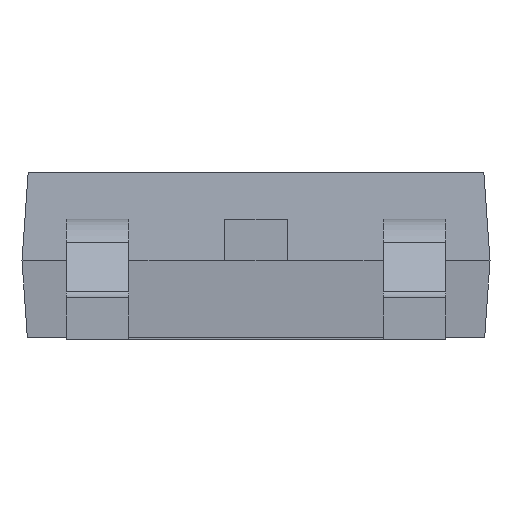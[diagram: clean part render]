
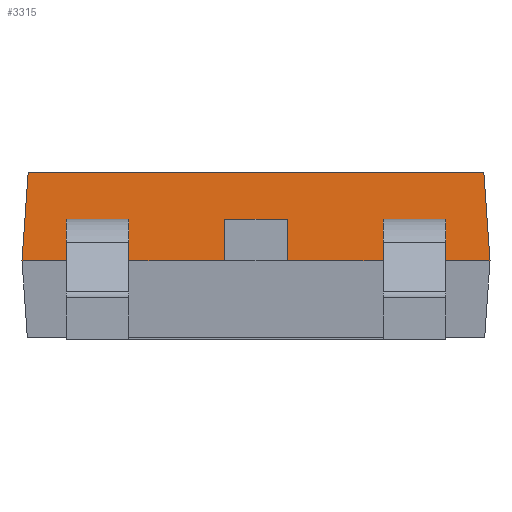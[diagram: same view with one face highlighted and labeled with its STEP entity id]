
A CAD part, front view. The second image highlights one B-rep face of the part: STEP entity #3315.
In plain terms, the highlighted planar face has unit normal (0, -0.998, 0.07).
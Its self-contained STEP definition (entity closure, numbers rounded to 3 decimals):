
#549 = VERTEX_POINT('',#550);
#550 = CARTESIAN_POINT('',(3.278,-1.975,2.4
    ));
#583 = VERTEX_POINT('',#584);
#584 = CARTESIAN_POINT('',(-3.278,-1.975,
    2.4));
#590 = EDGE_CURVE('',#549,#583,#591,.T.);
#591 = LINE('',#592,#593);
#592 = CARTESIAN_POINT('',(-3.367,-1.975,
    2.4));
#593 = VECTOR('',#594,1.);
#594 = DIRECTION('',(-1.,0.,0.));
#1379 = VERTEX_POINT('',#1380);
#1380 = CARTESIAN_POINT('',(0.45,-2.022,
    1.73));
#1388 = EDGE_CURVE('',#1379,#1389,#1391,.T.);
#1389 = VERTEX_POINT('',#1390);
#1390 = CARTESIAN_POINT('',(-0.45,-2.022,
    1.73));
#1391 = LINE('',#1392,#1393);
#1392 = CARTESIAN_POINT('',(-0.45,-2.022,
    1.73));
#1393 = VECTOR('',#1394,1.);
#1394 = DIRECTION('',(-1.,0.,0.));
#1419 = EDGE_CURVE('',#1389,#1420,#1422,.T.);
#1420 = VERTEX_POINT('',#1421);
#1421 = CARTESIAN_POINT('',(-0.45,-2.064,
    1.13));
#1422 = LINE('',#1423,#1424);
#1423 = CARTESIAN_POINT('',(-0.45,-2.083,
    0.862));
#1424 = VECTOR('',#1425,1.);
#1425 = DIRECTION('',(0.,-0.07,-0.998));
#1467 = EDGE_CURVE('',#1379,#1468,#1470,.T.);
#1468 = VERTEX_POINT('',#1469);
#1469 = CARTESIAN_POINT('',(0.45,-2.064,
    1.13));
#1470 = LINE('',#1471,#1472);
#1471 = CARTESIAN_POINT('',(0.45,-2.083,
    0.862));
#1472 = VECTOR('',#1473,1.);
#1473 = DIRECTION('',(0.,-0.07,-0.998));
#1517 = VERTEX_POINT('',#1518);
#1518 = CARTESIAN_POINT('',(1.83,-2.022,
    1.73));
#1526 = EDGE_CURVE('',#1517,#1527,#1529,.T.);
#1527 = VERTEX_POINT('',#1528);
#1528 = CARTESIAN_POINT('',(1.83,-2.064,
    1.13));
#1529 = LINE('',#1530,#1531);
#1530 = CARTESIAN_POINT('',(1.83,-2.083,
    0.862));
#1531 = VECTOR('',#1532,1.);
#1532 = DIRECTION('',(0.,-0.07,-0.998));
#1625 = VERTEX_POINT('',#1626);
#1626 = CARTESIAN_POINT('',(2.73,-2.022,
    1.73));
#1634 = EDGE_CURVE('',#1625,#1517,#1635,.T.);
#1635 = LINE('',#1636,#1637);
#1636 = CARTESIAN_POINT('',(1.83,-2.022,
    1.73));
#1637 = VECTOR('',#1638,1.);
#1638 = DIRECTION('',(-1.,0.,0.));
#1655 = EDGE_CURVE('',#1625,#1656,#1658,.T.);
#1656 = VERTEX_POINT('',#1657);
#1657 = CARTESIAN_POINT('',(2.73,-2.064,
    1.13));
#1658 = LINE('',#1659,#1660);
#1659 = CARTESIAN_POINT('',(2.73,-2.083,
    0.862));
#1660 = VECTOR('',#1661,1.);
#1661 = DIRECTION('',(0.,-0.07,-0.998));
#1755 = VERTEX_POINT('',#1756);
#1756 = CARTESIAN_POINT('',(-2.73,-2.022,
    1.73));
#1764 = EDGE_CURVE('',#1755,#1765,#1767,.T.);
#1765 = VERTEX_POINT('',#1766);
#1766 = CARTESIAN_POINT('',(-2.73,-2.064,
    1.13));
#1767 = LINE('',#1768,#1769);
#1768 = CARTESIAN_POINT('',(-2.73,-2.083,
    0.862));
#1769 = VECTOR('',#1770,1.);
#1770 = DIRECTION('',(0.,-0.07,-0.998));
#1863 = VERTEX_POINT('',#1864);
#1864 = CARTESIAN_POINT('',(-1.83,-2.022,
    1.73));
#1872 = EDGE_CURVE('',#1863,#1755,#1873,.T.);
#1873 = LINE('',#1874,#1875);
#1874 = CARTESIAN_POINT('',(-2.73,-2.022,
    1.73));
#1875 = VECTOR('',#1876,1.);
#1876 = DIRECTION('',(-1.,0.,0.));
#1893 = EDGE_CURVE('',#1863,#1894,#1896,.T.);
#1894 = VERTEX_POINT('',#1895);
#1895 = CARTESIAN_POINT('',(-1.83,-2.064,
    1.13));
#1896 = LINE('',#1897,#1898);
#1897 = CARTESIAN_POINT('',(-1.83,-2.083,
    0.862));
#1898 = VECTOR('',#1899,1.);
#1899 = DIRECTION('',(0.,-0.07,-0.998));
#2319 = VERTEX_POINT('',#2320);
#2320 = CARTESIAN_POINT('',(-3.367,-2.064,
    1.13));
#2366 = VERTEX_POINT('',#2367);
#2367 = CARTESIAN_POINT('',(3.367,-2.064,1.13));
#2373 = EDGE_CURVE('',#1656,#2366,#2374,.T.);
#2374 = LINE('',#2375,#2376);
#2375 = CARTESIAN_POINT('',(3.29,-2.064,
    1.13));
#2376 = VECTOR('',#2377,1.);
#2377 = DIRECTION('',(1.,0.,0.));
#2385 = EDGE_CURVE('',#1468,#1527,#2386,.T.);
#2386 = LINE('',#2387,#2388);
#2387 = CARTESIAN_POINT('',(3.29,-2.064,
    1.13));
#2388 = VECTOR('',#2389,1.);
#2389 = DIRECTION('',(1.,0.,0.));
#2397 = EDGE_CURVE('',#1894,#1420,#2398,.T.);
#2398 = LINE('',#2399,#2400);
#2399 = CARTESIAN_POINT('',(3.29,-2.064,
    1.13));
#2400 = VECTOR('',#2401,1.);
#2401 = DIRECTION('',(1.,0.,0.));
#2409 = EDGE_CURVE('',#2319,#1765,#2410,.T.);
#2410 = LINE('',#2411,#2412);
#2411 = CARTESIAN_POINT('',(3.29,-2.064,
    1.13));
#2412 = VECTOR('',#2413,1.);
#2413 = DIRECTION('',(1.,0.,0.));
#3315 = ADVANCED_FACE('',(#3316),#3344,.T.);
#3316 = FACE_BOUND('',#3317,.T.);
#3317 = EDGE_LOOP('',(#3318,#3319,#3320,#3321,#3322,#3323,#3324,#3325,
    #3326,#3332,#3333,#3339,#3340,#3341,#3342,#3343));
#3318 = ORIENTED_EDGE('',*,*,#1419,.F.);
#3319 = ORIENTED_EDGE('',*,*,#1388,.F.);
#3320 = ORIENTED_EDGE('',*,*,#1467,.T.);
#3321 = ORIENTED_EDGE('',*,*,#2385,.T.);
#3322 = ORIENTED_EDGE('',*,*,#1526,.F.);
#3323 = ORIENTED_EDGE('',*,*,#1634,.F.);
#3324 = ORIENTED_EDGE('',*,*,#1655,.T.);
#3325 = ORIENTED_EDGE('',*,*,#2373,.T.);
#3326 = ORIENTED_EDGE('',*,*,#3327,.F.);
#3327 = EDGE_CURVE('',#549,#2366,#3328,.T.);
#3328 = LINE('',#3329,#3330);
#3329 = CARTESIAN_POINT('',(3.367,-2.064,1.13));
#3330 = VECTOR('',#3331,1.);
#3331 = DIRECTION('',(0.07,-0.07,
    -0.995));
#3332 = ORIENTED_EDGE('',*,*,#590,.T.);
#3333 = ORIENTED_EDGE('',*,*,#3334,.T.);
#3334 = EDGE_CURVE('',#583,#2319,#3335,.T.);
#3335 = LINE('',#3336,#3337);
#3336 = CARTESIAN_POINT('',(-3.367,-2.064,
    1.13));
#3337 = VECTOR('',#3338,1.);
#3338 = DIRECTION('',(-0.07,-0.07,
    -0.995));
#3339 = ORIENTED_EDGE('',*,*,#2409,.T.);
#3340 = ORIENTED_EDGE('',*,*,#1764,.F.);
#3341 = ORIENTED_EDGE('',*,*,#1872,.F.);
#3342 = ORIENTED_EDGE('',*,*,#1893,.T.);
#3343 = ORIENTED_EDGE('',*,*,#2397,.T.);
#3344 = PLANE('',#3345);
#3345 = AXIS2_PLACEMENT_3D('',#3346,#3347,#3348);
#3346 = CARTESIAN_POINT('',(-3.367,-2.064,
    1.13));
#3347 = DIRECTION('',(0.,-0.998,0.07));
#3348 = DIRECTION('',(0.,-0.07,-0.998));
